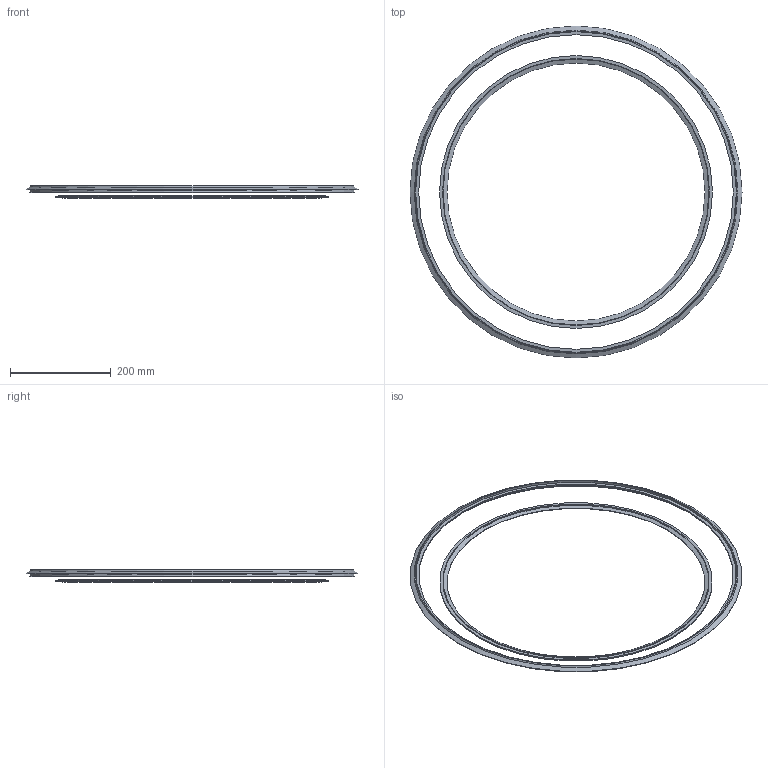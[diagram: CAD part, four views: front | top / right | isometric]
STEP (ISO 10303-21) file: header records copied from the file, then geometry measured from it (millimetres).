
FILE_DESCRIPTION( ( '' ), ' ' );
FILE_NAME( '5dfa5d464e01b0126b948d28.step', '2019-12-18T17:09:27', ( '' ), ( '' ), ' ', ' ', ' ' );
FILE_SCHEMA( ( 'AUTOMOTIVE_DESIGN { 1 0 10303 214 1 1 1 1 }' ) );
Length unit declared in the file: metre
Products named in the file (2): Part 3; Part 4
Bounding box: 657.61 x 657.61 x 24.72 mm (x, y, z)
Volume: 167546.2 mm3; surface area: 205721 mm2
Topology: 2 solids, 2 shells, 29 faces, 51 edges, 29 vertices
Faces by surface type: cone 13, cylinder 9, plane 7
Full cylindrical faces by diameter (mm): 526.68 x2, 528.68 x2, 540.68 x1, 623.28 x1, 635.28 x1, 636.28 x1, 639.28 x1
Entity records: 850 total; most frequent: DIRECTION 120, CARTESIAN_POINT 89, AXIS2_PLACEMENT_3D 60, EDGE_LOOP 58, ORIENTED_EDGE 58, FACE_OUTER_BOUND 38, STYLED_ITEM 29, PRESENTATION_STYLE_ASSIGNMENT 29
